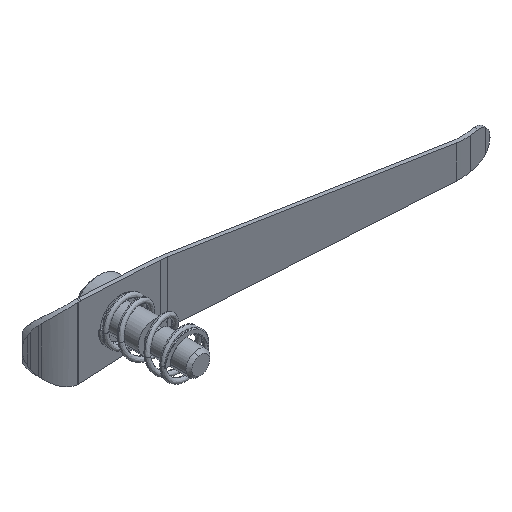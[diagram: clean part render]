
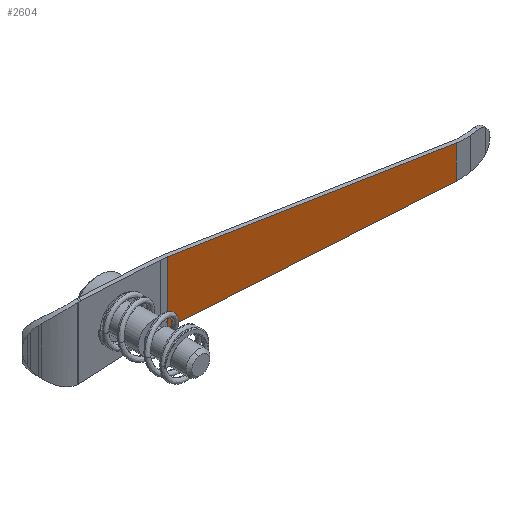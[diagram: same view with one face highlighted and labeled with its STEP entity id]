
A CAD part, isometric view. The second image highlights one B-rep face of the part: STEP entity #2604.
In plain terms, the highlighted planar face has unit normal (-0.122, -0.993, 0).
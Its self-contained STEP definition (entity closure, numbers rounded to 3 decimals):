
#369 = LINE ( 'NONE', #11179, #14615 ) ;
#825 = DIRECTION ( 'NONE',  ( 0.991, -0.122, -0.055 ) ) ;
#2011 = DIRECTION ( 'NONE',  ( -0.993, 0.122, 0. ) ) ;
#2149 = CARTESIAN_POINT ( 'NONE',  ( 35.884, 46.285, 56.782 ) ) ;
#2242 = ORIENTED_EDGE ( 'NONE', *, *, #7159, .F. ) ;
#2590 = VERTEX_POINT ( 'NONE', #6595 ) ;
#2604 = ADVANCED_FACE ( 'NONE', ( #5684 ), #7774, .F. ) ;
#2827 = LINE ( 'NONE', #3072, #6646 ) ;
#3014 = ORIENTED_EDGE ( 'NONE', *, *, #14096, .T. ) ;
#3072 = CARTESIAN_POINT ( 'NONE',  ( -7.195, 51.574, 56.782 ) ) ;
#3331 = DIRECTION ( 'NONE',  ( -0.991, 0.122, -0.055 ) ) ;
#3475 = EDGE_CURVE ( 'NONE', #9447, #2590, #369, .T. ) ;
#4466 = DIRECTION ( 'NONE',  ( 0., 0., -1. ) ) ;
#5684 = FACE_OUTER_BOUND ( 'NONE', #12033, .T. ) ;
#5730 = VERTEX_POINT ( 'NONE', #12618 ) ;
#6173 = VECTOR ( 'NONE', #3331, 1000. ) ;
#6595 = CARTESIAN_POINT ( 'NONE',  ( 35.884, 46.285, 52.049 ) ) ;
#6646 = VECTOR ( 'NONE', #4466, 1000. ) ;
#6913 = LINE ( 'NONE', #10228, #6173 ) ;
#7159 = EDGE_CURVE ( 'NONE', #2590, #12644, #7835, .T. ) ;
#7774 = PLANE ( 'NONE',  #12687 ) ;
#7835 = LINE ( 'NONE', #2149, #8355 ) ;
#7993 = ORIENTED_EDGE ( 'NONE', *, *, #3475, .F. ) ;
#8355 = VECTOR ( 'NONE', #12592, 1000. ) ;
#8925 = DIRECTION ( 'NONE',  ( 0.122, 0.993, 0. ) ) ;
#9084 = CARTESIAN_POINT ( 'NONE',  ( -7.195, 51.574, 54.435 ) ) ;
#9447 = VERTEX_POINT ( 'NONE', #9084 ) ;
#10030 = EDGE_CURVE ( 'NONE', #12644, #5730, #6913, .T. ) ;
#10228 = CARTESIAN_POINT ( 'NONE',  ( -6.507, 51.49, 44.168 ) ) ;
#11179 = CARTESIAN_POINT ( 'NONE',  ( -7.323, 51.59, 54.442 ) ) ;
#12033 = EDGE_LOOP ( 'NONE', ( #13209, #2242, #7993, #3014 ) ) ;
#12592 = DIRECTION ( 'NONE',  ( 0., 0., -1. ) ) ;
#12618 = CARTESIAN_POINT ( 'NONE',  ( -7.195, 51.574, 44.13 ) ) ;
#12644 = VERTEX_POINT ( 'NONE', #13043 ) ;
#12687 = AXIS2_PLACEMENT_3D ( 'NONE', #14757, #8925, #2011 ) ;
#13043 = CARTESIAN_POINT ( 'NONE',  ( 35.884, 46.285, 46.515 ) ) ;
#13209 = ORIENTED_EDGE ( 'NONE', *, *, #10030, .F. ) ;
#14096 = EDGE_CURVE ( 'NONE', #9447, #5730, #2827, .T. ) ;
#14615 = VECTOR ( 'NONE', #825, 1000. ) ;
#14757 = CARTESIAN_POINT ( 'NONE',  ( -7.195, 51.574, 56.782 ) ) ;
